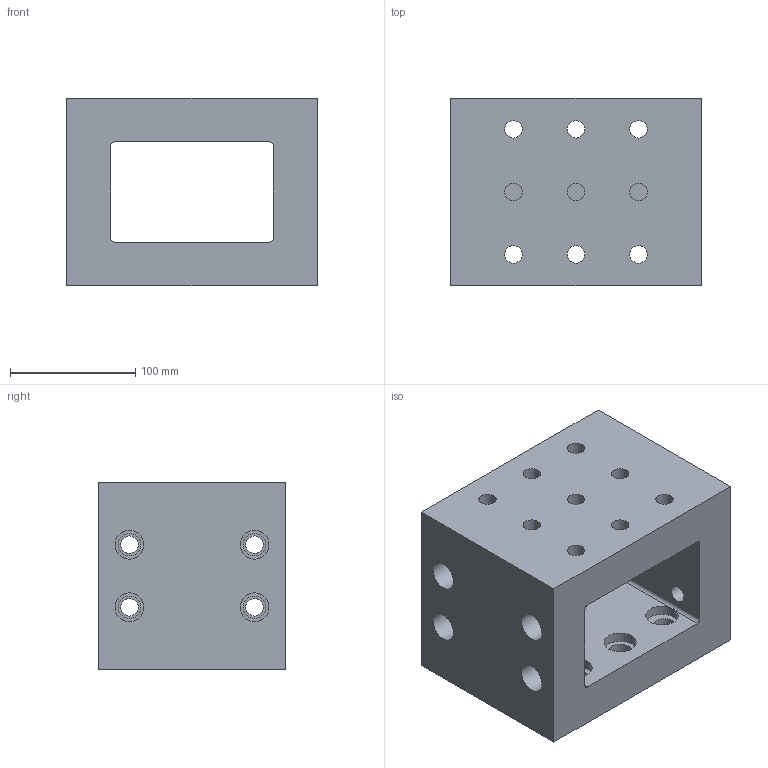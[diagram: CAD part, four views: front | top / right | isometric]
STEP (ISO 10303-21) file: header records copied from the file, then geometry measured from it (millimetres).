
FILE_DESCRIPTION( ( 'Unknown' ), '1' );
FILE_NAME( 'BP26-200150-0150-16.stp', 'Unknown', ( 'S.C.H' ), ( 'Unknown' ), 'XStep 1.0', 'Unknown', ' ' );
FILE_SCHEMA( ( 'CONFIG_CONTROL_DESIGN' ) );
Length unit declared in the file: millimetre
Products named in the file (1): 1
Bounding box: 200 x 150 x 150 mm (x, y, z)
Volume: 2721789.3 mm3; surface area: 244406.6 mm2
Topology: 1 solids, 1 shells, 87 faces, 228 edges, 155 vertices
Faces by surface type: cylinder 49, plane 38
Full cylindrical faces by diameter (mm): 14 x15, 18 x10, 23 x10, 26 x10
Entity records: 2366 total; most frequent: DIRECTION 432, CARTESIAN_POINT 360, ORIENTED_EDGE 300, EDGE_LOOP 196, AXIS2_PLACEMENT_3D 194, EDGE_CURVE 150, FACE_OUTER_BOUND 132, VERTEX_POINT 122
